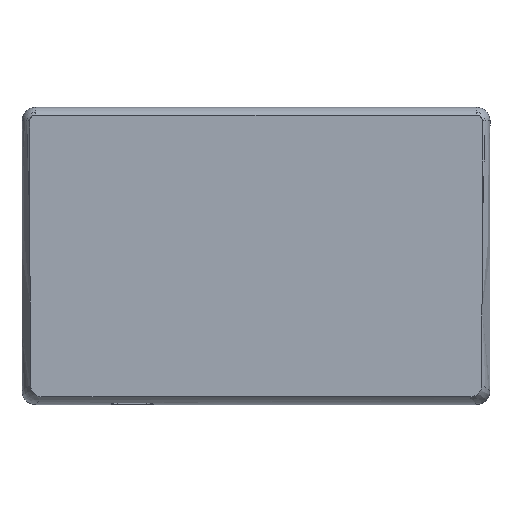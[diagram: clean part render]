
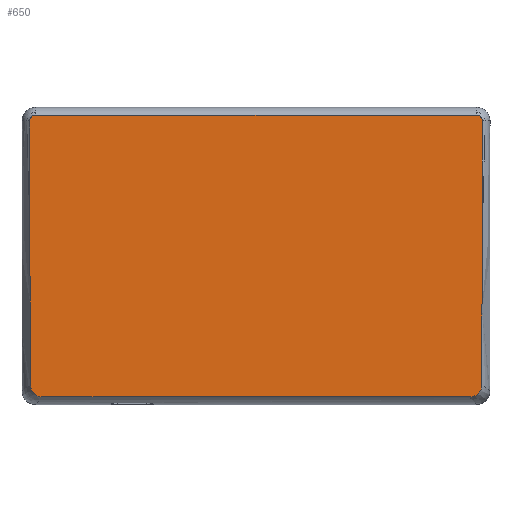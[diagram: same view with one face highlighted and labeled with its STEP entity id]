
A CAD part, front view. The second image highlights one B-rep face of the part: STEP entity #650.
In plain terms, the highlighted planar face has unit normal (0, -1, 0).
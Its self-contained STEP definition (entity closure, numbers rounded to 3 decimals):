
#19 = CARTESIAN_POINT ( 'NONE',  ( 53.006, -1.5, -6.085 ) ) ;
#96 = VERTEX_POINT ( 'NONE', #2095 ) ;
#101 = DIRECTION ( 'NONE',  ( 0., 0., 1. ) ) ;
#103 = DIRECTION ( 'NONE',  ( 0., -1., 0. ) ) ;
#147 = CARTESIAN_POINT ( 'NONE',  ( -51.654, -1.5, 33.05 ) ) ;
#263 = EDGE_CURVE ( 'NONE', #2189, #2706, #2335, .T. ) ;
#336 = CARTESIAN_POINT ( 'NONE',  ( 51.646, -1.5, -33.05 ) ) ;
#432 = CARTESIAN_POINT ( 'NONE',  ( -49.938, -1.5, -33.05 ) ) ;
#482 = CIRCLE ( 'NONE', #1691, 1.4 ) ;
#500 = ORIENTED_EDGE ( 'NONE', *, *, #3760, .T. ) ;
#514 = CARTESIAN_POINT ( 'NONE',  ( -51.362, -1.5, -32.753 ) ) ;
#519 = CARTESIAN_POINT ( 'NONE',  ( -53.054, -1.5, 1.9 ) ) ;
#541 = EDGE_CURVE ( 'NONE', #838, #3533, #2341, .T. ) ;
#558 = CARTESIAN_POINT ( 'NONE',  ( 50.341, -1.5, -33.05 ) ) ;
#634 = VECTOR ( 'NONE', #3117, 1000. ) ;
#650 = ADVANCED_FACE ( 'NONE', ( #2833 ), #2499, .T. ) ;
#747 = CARTESIAN_POINT ( 'NONE',  ( -52.742, -1.5, -31.123 ) ) ;
#748 = CARTESIAN_POINT ( 'NONE',  ( -53.054, -1.5, 31.65 ) ) ;
#784 = ORIENTED_EDGE ( 'NONE', *, *, #2565, .T. ) ;
#785 = CARTESIAN_POINT ( 'NONE',  ( -50.305, -1.5, -33.037 ) ) ;
#835 = CARTESIAN_POINT ( 'NONE',  ( -52.686, -1.5, -31.301 ) ) ;
#838 = VERTEX_POINT ( 'NONE', #147 ) ;
#848 = CARTESIAN_POINT ( 'NONE',  ( -51.654, -1.5, 31.65 ) ) ;
#851 = VERTEX_POINT ( 'NONE', #1676 ) ;
#871 = CARTESIAN_POINT ( 'NONE',  ( 52.89, -1.5, -30.424 ) ) ;
#913 = CARTESIAN_POINT ( 'NONE',  ( 51.646, -1.5, -31.65 ) ) ;
#950 = B_SPLINE_CURVE_WITH_KNOTS ( 'NONE', 3,
 ( #2040, #1392, #1709, #747, #835, #2018, #3650, #2103, #1438, #1772, #3297, #514, #2663, #4002, #2076, #785, #1790, #432 ),
 .UNSPECIFIED., .F., .F.,
 ( 4, 2, 2, 2, 2, 2, 2, 2, 4 ),
 ( 0., 0.001, 0.001, 0.002, 0.002, 0.003, 0.003, 0.004, 0.004 ),
 .UNSPECIFIED. ) ;
#1046 = CARTESIAN_POINT ( 'NONE',  ( 51.646, -1.5, 31.65 ) ) ;
#1051 = EDGE_CURVE ( 'NONE', #3533, #851, #1306, .T. ) ;
#1146 = AXIS2_PLACEMENT_3D ( 'NONE', #848, #1165, #2741 ) ;
#1165 = DIRECTION ( 'NONE',  ( 0., -1., 0. ) ) ;
#1190 = CARTESIAN_POINT ( 'NONE',  ( 51.873, -1.5, -32.484 ) ) ;
#1209 = CARTESIAN_POINT ( 'NONE',  ( 51.399, -1.5, -32.763 ) ) ;
#1252 = DIRECTION ( 'NONE',  ( 0., 0., -1. ) ) ;
#1267 = DIRECTION ( 'NONE',  ( 0., 0., -1. ) ) ;
#1282 = ORIENTED_EDGE ( 'NONE', *, *, #541, .T. ) ;
#1306 = LINE ( 'NONE', #2198, #2550 ) ;
#1307 = DIRECTION ( 'NONE',  ( -1., 0., 0. ) ) ;
#1336 = VERTEX_POINT ( 'NONE', #3368 ) ;
#1392 = CARTESIAN_POINT ( 'NONE',  ( -52.832, -1.5, -30.584 ) ) ;
#1411 = AXIS2_PLACEMENT_3D ( 'NONE', #913, #2181, #1252 ) ;
#1438 = CARTESIAN_POINT ( 'NONE',  ( -52.108, -1.5, -32.226 ) ) ;
#1476 = CARTESIAN_POINT ( 'NONE',  ( 50.703, -1.5, -33.003 ) ) ;
#1580 = LINE ( 'NONE', #336, #634 ) ;
#1602 = B_SPLINE_CURVE_WITH_KNOTS ( 'NONE', 3,
 ( #4032, #519, #2445, #3594, #3261, #3284 ),
 .UNSPECIFIED., .F., .F.,
 ( 4, 2, 4 ),
 ( 0., 0.019, 0.039 ),
 .UNSPECIFIED. ) ;
#1613 = CARTESIAN_POINT ( 'NONE',  ( 51.646, -1.5, 33.05 ) ) ;
#1617 = VERTEX_POINT ( 'NONE', #1745 ) ;
#1676 = CARTESIAN_POINT ( 'NONE',  ( -53.054, -1.5, 8.36 ) ) ;
#1691 = AXIS2_PLACEMENT_3D ( 'NONE', #1046, #103, #1983 ) ;
#1709 = CARTESIAN_POINT ( 'NONE',  ( -52.814, -1.5, -30.766 ) ) ;
#1742 = ORIENTED_EDGE ( 'NONE', *, *, #3908, .T. ) ;
#1745 = CARTESIAN_POINT ( 'NONE',  ( 49.973, -1.5, -33.05 ) ) ;
#1772 = CARTESIAN_POINT ( 'NONE',  ( -51.834, -1.5, -32.467 ) ) ;
#1790 = CARTESIAN_POINT ( 'NONE',  ( -50.122, -1.5, -33.05 ) ) ;
#1810 = CARTESIAN_POINT ( 'NONE',  ( 52.151, -1.5, -32.246 ) ) ;
#1851 = CARTESIAN_POINT ( 'NONE',  ( 53.046, -1.5, 31.65 ) ) ;
#1886 = EDGE_LOOP ( 'NONE', ( #2415, #3295, #1742, #784, #500, #2877, #4007, #3255, #1282, #2114 ) ) ;
#1893 = CARTESIAN_POINT ( 'NONE',  ( -52.832, -1.5, -30.399 ) ) ;
#1983 = DIRECTION ( 'NONE',  ( 0., 0., -1. ) ) ;
#2018 = CARTESIAN_POINT ( 'NONE',  ( -52.54, -1.5, -31.636 ) ) ;
#2040 = CARTESIAN_POINT ( 'NONE',  ( -52.832, -1.5, -30.399 ) ) ;
#2076 = CARTESIAN_POINT ( 'NONE',  ( -50.666, -1.5, -32.983 ) ) ;
#2095 = CARTESIAN_POINT ( 'NONE',  ( 52.89, -1.5, -30.424 ) ) ;
#2103 = CARTESIAN_POINT ( 'NONE',  ( -52.233, -1.5, -32.09 ) ) ;
#2114 = ORIENTED_EDGE ( 'NONE', *, *, #1051, .T. ) ;
#2132 = CARTESIAN_POINT ( 'NONE',  ( 53.046, -1.5, 6.084 ) ) ;
#2181 = DIRECTION ( 'NONE',  ( 0., -1., 0. ) ) ;
#2189 = VERTEX_POINT ( 'NONE', #3216 ) ;
#2193 = EDGE_CURVE ( 'NONE', #1336, #838, #2575, .T. ) ;
#2198 = CARTESIAN_POINT ( 'NONE',  ( -53.054, -1.5, -31.65 ) ) ;
#2232 = CARTESIAN_POINT ( 'NONE',  ( 52.89, -1.5, -30.424 ) ) ;
#2250 = EDGE_CURVE ( 'NONE', #2706, #1336, #482, .T. ) ;
#2335 = LINE ( 'NONE', #2940, #3606 ) ;
#2341 = CIRCLE ( 'NONE', #1146, 1.4 ) ;
#2415 = ORIENTED_EDGE ( 'NONE', *, *, #2908, .T. ) ;
#2416 = CARTESIAN_POINT ( 'NONE',  ( -49.938, -1.5, -33.05 ) ) ;
#2440 = CARTESIAN_POINT ( 'NONE',  ( 51.23, -1.5, -32.834 ) ) ;
#2445 = CARTESIAN_POINT ( 'NONE',  ( -52.996, -1.5, -4.56 ) ) ;
#2499 = PLANE ( 'NONE',  #1411 ) ;
#2550 = VECTOR ( 'NONE', #1267, 1000. ) ;
#2565 = EDGE_CURVE ( 'NONE', #1617, #96, #2794, .T. ) ;
#2575 = LINE ( 'NONE', #1613, #3555 ) ;
#2663 = CARTESIAN_POINT ( 'NONE',  ( -51.195, -1.5, -32.826 ) ) ;
#2706 = VERTEX_POINT ( 'NONE', #1851 ) ;
#2741 = DIRECTION ( 'NONE',  ( 0., 0., -1. ) ) ;
#2746 = CARTESIAN_POINT ( 'NONE',  ( 52.496, -1.5, -31.822 ) ) ;
#2782 = CARTESIAN_POINT ( 'NONE',  ( 53.046, -1.5, 0. ) ) ;
#2794 = B_SPLINE_CURVE_WITH_KNOTS ( 'NONE', 3,
 ( #4048, #558, #1476, #2440, #1209, #3081, #1190, #1810, #3057, #2746, #2836, #3444, #4068, #871 ),
 .UNSPECIFIED., .F., .F.,
 ( 4, 2, 2, 2, 2, 2, 4 ),
 ( 0., 0.001, 0.002, 0.002, 0.003, 0.003, 0.004 ),
 .UNSPECIFIED. ) ;
#2817 = VERTEX_POINT ( 'NONE', #1893 ) ;
#2833 = FACE_OUTER_BOUND ( 'NONE', #1886, .T. ) ;
#2836 = CARTESIAN_POINT ( 'NONE',  ( 52.591, -1.5, -31.661 ) ) ;
#2875 = CARTESIAN_POINT ( 'NONE',  ( 52.929, -1.5, -18.254 ) ) ;
#2877 = ORIENTED_EDGE ( 'NONE', *, *, #263, .T. ) ;
#2908 = EDGE_CURVE ( 'NONE', #851, #2817, #1602, .T. ) ;
#2940 = CARTESIAN_POINT ( 'NONE',  ( 53.046, -1.5, -31.65 ) ) ;
#3057 = CARTESIAN_POINT ( 'NONE',  ( 52.276, -1.5, -32.114 ) ) ;
#3081 = CARTESIAN_POINT ( 'NONE',  ( 51.719, -1.5, -32.589 ) ) ;
#3117 = DIRECTION ( 'NONE',  ( 1., 0., 0. ) ) ;
#3189 = CARTESIAN_POINT ( 'NONE',  ( 52.894, -1.5, -24.339 ) ) ;
#3216 = CARTESIAN_POINT ( 'NONE',  ( 53.046, -1.5, 6.084 ) ) ;
#3255 = ORIENTED_EDGE ( 'NONE', *, *, #2193, .T. ) ;
#3261 = CARTESIAN_POINT ( 'NONE',  ( -52.838, -1.5, -23.939 ) ) ;
#3283 = B_SPLINE_CURVE_WITH_KNOTS ( 'NONE', 3,
 ( #2232, #3189, #2875, #19, #2782, #2132 ),
 .UNSPECIFIED., .F., .F.,
 ( 4, 2, 4 ),
 ( 0.002, 0.02, 0.038 ),
 .UNSPECIFIED. ) ;
#3284 = CARTESIAN_POINT ( 'NONE',  ( -52.832, -1.5, -30.399 ) ) ;
#3295 = ORIENTED_EDGE ( 'NONE', *, *, #3303, .T. ) ;
#3297 = CARTESIAN_POINT ( 'NONE',  ( -51.682, -1.5, -32.573 ) ) ;
#3301 = VERTEX_POINT ( 'NONE', #2416 ) ;
#3303 = EDGE_CURVE ( 'NONE', #2817, #3301, #950, .T. ) ;
#3368 = CARTESIAN_POINT ( 'NONE',  ( 51.646, -1.5, 33.05 ) ) ;
#3444 = CARTESIAN_POINT ( 'NONE',  ( 52.815, -1.5, -31.161 ) ) ;
#3533 = VERTEX_POINT ( 'NONE', #748 ) ;
#3555 = VECTOR ( 'NONE', #1307, 1000. ) ;
#3594 = CARTESIAN_POINT ( 'NONE',  ( -52.888, -1.5, -17.48 ) ) ;
#3606 = VECTOR ( 'NONE', #101, 1000. ) ;
#3650 = CARTESIAN_POINT ( 'NONE',  ( -52.45, -1.5, -31.794 ) ) ;
#3760 = EDGE_CURVE ( 'NONE', #96, #2189, #3283, .T. ) ;
#3908 = EDGE_CURVE ( 'NONE', #3301, #1617, #1580, .T. ) ;
#4002 = CARTESIAN_POINT ( 'NONE',  ( -50.847, -1.5, -32.941 ) ) ;
#4007 = ORIENTED_EDGE ( 'NONE', *, *, #2250, .T. ) ;
#4032 = CARTESIAN_POINT ( 'NONE',  ( -53.054, -1.5, 8.36 ) ) ;
#4048 = CARTESIAN_POINT ( 'NONE',  ( 49.973, -1.5, -33.05 ) ) ;
#4068 = CARTESIAN_POINT ( 'NONE',  ( 52.889, -1.5, -30.793 ) ) ;
